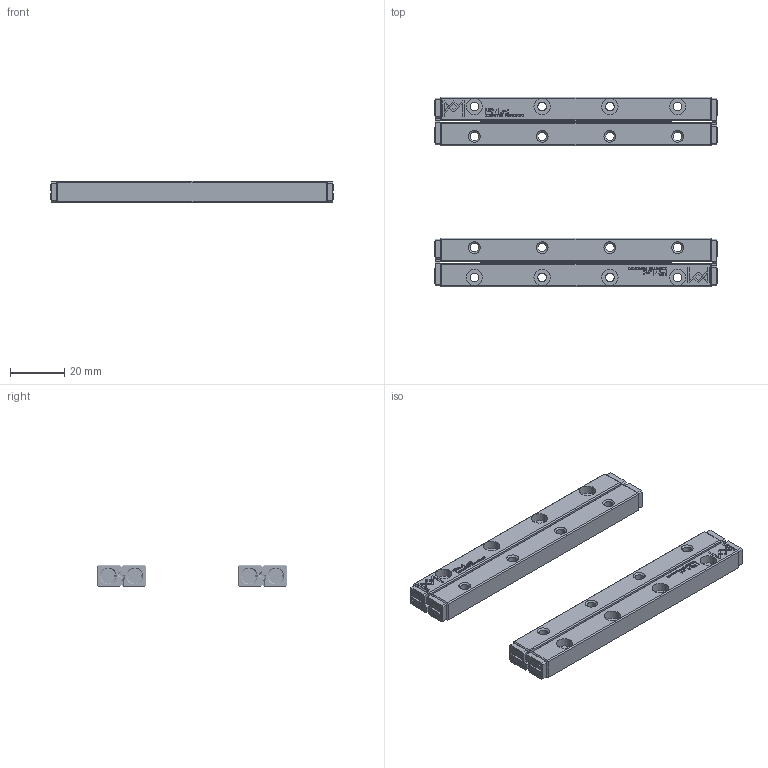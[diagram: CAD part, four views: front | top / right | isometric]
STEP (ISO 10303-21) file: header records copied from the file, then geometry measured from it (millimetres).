
FILE_DESCRIPTION(/* description */ (''),/* implementation_level */ '2;1');
FILE_NAME(/* name */ 'Set RSDE-3100x21KRE_stp.stp',/* time_stamp */ '2025-03-27T10:24:28+01:00',/* author */ (''),/* organization */ (''),/* preprocessor_version */ 'ST-DEVELOPER v16.7',/* originating_system */ 'SIEMENS PLM Software NX 12.0',/* authorisation */ '');
FILE_SCHEMA (('AUTOMOTIVE_DESIGN { 1 0 10303 214 3 1 1 1 }'));
Products named in the file (1): Set RSDE-3100x21KRE_stp
Bounding box: 104.1 x 70 x 8 mm (x, y, z)
Volume: 25560.1 mm3; surface area: 22145.2 mm2
Topology: 66 solids, 66 shells, 3226 faces, 8716 edges, 5730 vertices
Faces by surface type: plane 1500, cylinder 866, torus 436, bspline 360, cone 64
Full cylindrical faces by diameter (mm): 0.45 x176, 2 x44, 2.6 x8, 3 x50, 3.2 x32, 6 x16
Entity records: 110856 total; most frequent: CARTESIAN_POINT 24235, ORIENTED_EDGE 16096, DIRECTION 15454, EDGE_CURVE 8048, VERTEX_POINT 5544, AXIS2_PLACEMENT_3D 5523, LINE 4408, VECTOR 4408
